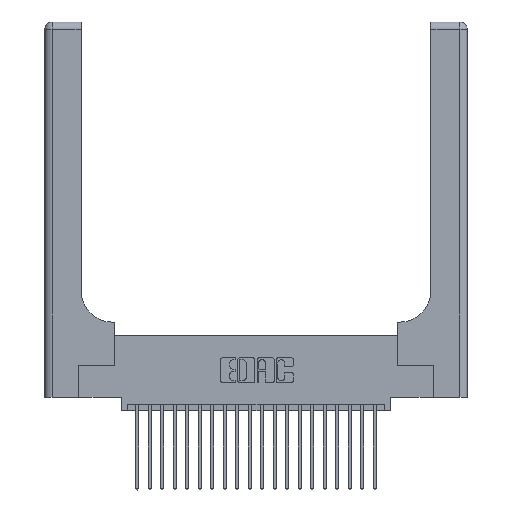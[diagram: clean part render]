
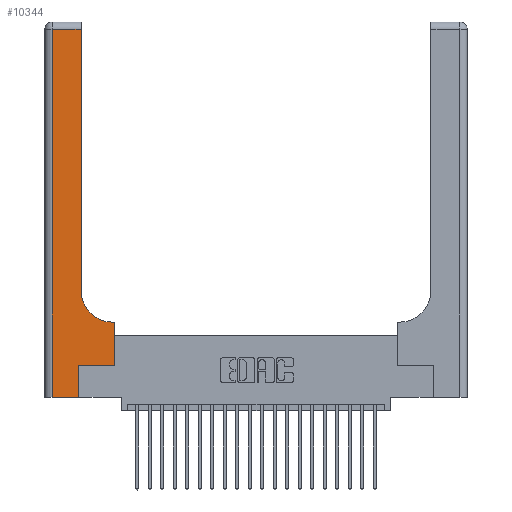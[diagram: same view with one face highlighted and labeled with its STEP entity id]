
A CAD part, top view. The second image highlights one B-rep face of the part: STEP entity #10344.
In plain terms, the highlighted planar face has unit normal (0, 0, 1).
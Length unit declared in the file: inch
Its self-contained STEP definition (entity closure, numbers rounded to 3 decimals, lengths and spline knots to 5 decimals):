
#539 = DIRECTION ( 'NONE',  ( -1., 0., 0. ) ) ;
#581 = ORIENTED_EDGE ( 'NONE', *, *, #15730, .T. ) ;
#596 = CARTESIAN_POINT ( 'NONE',  ( 0.5585, 0.6, 0.37 ) ) ;
#885 = DIRECTION ( 'NONE',  ( 0., 1., 0. ) ) ;
#992 = EDGE_CURVE ( 'NONE', #11620, #8268, #6789, .T. ) ;
#1242 = CIRCLE ( 'NONE', #6911, 0.25 ) ;
#1330 = CARTESIAN_POINT ( 'NONE',  ( 0., 0., 0.37 ) ) ;
#1369 = ORIENTED_EDGE ( 'NONE', *, *, #2253, .T. ) ;
#1837 = VECTOR ( 'NONE', #885, 39.37008 ) ;
#2134 = CARTESIAN_POINT ( 'NONE',  ( 0.269, 0.25, 0.37 ) ) ;
#2253 = EDGE_CURVE ( 'NONE', #15889, #12214, #1242, .T. ) ;
#2597 = DIRECTION ( 'NONE',  ( 0., 1., 0. ) ) ;
#3194 = VERTEX_POINT ( 'NONE', #19658 ) ;
#3817 = LINE ( 'NONE', #1330, #5808 ) ;
#4051 = ORIENTED_EDGE ( 'NONE', *, *, #21358, .T. ) ;
#4146 = PLANE ( 'NONE',  #5067 ) ;
#4687 = LINE ( 'NONE', #20165, #14210 ) ;
#5013 = EDGE_CURVE ( 'NONE', #19642, #11620, #3817, .T. ) ;
#5067 = AXIS2_PLACEMENT_3D ( 'NONE', #11615, #23001, #539 ) ;
#5075 = VECTOR ( 'NONE', #5495, 39.37008 ) ;
#5495 = DIRECTION ( 'NONE',  ( 1., 0., 0. ) ) ;
#5619 = DIRECTION ( 'NONE',  ( -1., 0., 0. ) ) ;
#5808 = VECTOR ( 'NONE', #8465, 39.37008 ) ;
#5813 = DIRECTION ( 'NONE',  ( 0., 1., 0. ) ) ;
#6175 = LINE ( 'NONE', #22929, #21799 ) ;
#6627 = EDGE_CURVE ( 'NONE', #12214, #17233, #6175, .T. ) ;
#6789 = LINE ( 'NONE', #13737, #1837 ) ;
#6911 = AXIS2_PLACEMENT_3D ( 'NONE', #18284, #9194, #12746 ) ;
#7134 = LINE ( 'NONE', #14726, #15219 ) ;
#7267 = ORIENTED_EDGE ( 'NONE', *, *, #992, .T. ) ;
#7285 = CARTESIAN_POINT ( 'NONE',  ( 0.5585, 0.25, 0.37 ) ) ;
#7318 = CARTESIAN_POINT ( 'NONE',  ( 0.2915, 0.85, 0.37 ) ) ;
#7346 = CARTESIAN_POINT ( 'NONE',  ( 0.2915, 2.94, 0.37 ) ) ;
#7402 = CARTESIAN_POINT ( 'NONE',  ( 0.06, 0., 0.37 ) ) ;
#7462 = FACE_OUTER_BOUND ( 'NONE', #18439, .T. ) ;
#8268 = VERTEX_POINT ( 'NONE', #2134 ) ;
#8465 = DIRECTION ( 'NONE',  ( 1., 0., 0. ) ) ;
#9191 = LINE ( 'NONE', #7285, #13543 ) ;
#9194 = DIRECTION ( 'NONE',  ( 0., 0., -1. ) ) ;
#9410 = ORIENTED_EDGE ( 'NONE', *, *, #17187, .T. ) ;
#10344 = ADVANCED_FACE ( 'NONE', ( #7462 ), #4146, .F. ) ;
#10820 = ORIENTED_EDGE ( 'NONE', *, *, #20334, .T. ) ;
#11317 = VECTOR ( 'NONE', #19434, 39.37008 ) ;
#11615 = CARTESIAN_POINT ( 'NONE',  ( 0., 3., 0.37 ) ) ;
#11620 = VERTEX_POINT ( 'NONE', #21522 ) ;
#11914 = LINE ( 'NONE', #17323, #11317 ) ;
#12214 = VERTEX_POINT ( 'NONE', #7318 ) ;
#12746 = DIRECTION ( 'NONE',  ( 1., 0., 0. ) ) ;
#13020 = EDGE_CURVE ( 'NONE', #17233, #13349, #7134, .T. ) ;
#13173 = CARTESIAN_POINT ( 'NONE',  ( 0.5415, 0.6, 0.37 ) ) ;
#13349 = VERTEX_POINT ( 'NONE', #22728 ) ;
#13543 = VECTOR ( 'NONE', #5813, 39.37008 ) ;
#13737 = CARTESIAN_POINT ( 'NONE',  ( 0.269, 0., 0.37 ) ) ;
#14210 = VECTOR ( 'NONE', #5619, 39.37008 ) ;
#14705 = ORIENTED_EDGE ( 'NONE', *, *, #13020, .T. ) ;
#14726 = CARTESIAN_POINT ( 'NONE',  ( 0., 2.94, 0.37 ) ) ;
#15219 = VECTOR ( 'NONE', #18375, 39.37008 ) ;
#15730 = EDGE_CURVE ( 'NONE', #16625, #15889, #4687, .T. ) ;
#15889 = VERTEX_POINT ( 'NONE', #13173 ) ;
#16625 = VERTEX_POINT ( 'NONE', #596 ) ;
#17187 = EDGE_CURVE ( 'NONE', #3194, #16625, #9191, .T. ) ;
#17233 = VERTEX_POINT ( 'NONE', #7346 ) ;
#17323 = CARTESIAN_POINT ( 'NONE',  ( 0.06, 3., 0.37 ) ) ;
#18284 = CARTESIAN_POINT ( 'NONE',  ( 0.5415, 0.85, 0.37 ) ) ;
#18375 = DIRECTION ( 'NONE',  ( -1., 0., 0. ) ) ;
#18439 = EDGE_LOOP ( 'NONE', ( #18641, #14705, #4051, #20566, #7267, #10820, #9410, #581, #1369 ) ) ;
#18641 = ORIENTED_EDGE ( 'NONE', *, *, #6627, .T. ) ;
#19434 = DIRECTION ( 'NONE',  ( 0., -1., 0. ) ) ;
#19642 = VERTEX_POINT ( 'NONE', #7402 ) ;
#19658 = CARTESIAN_POINT ( 'NONE',  ( 0.5585, 0.25, 0.37 ) ) ;
#20165 = CARTESIAN_POINT ( 'NONE',  ( 0.2915, 0.6, 0.37 ) ) ;
#20334 = EDGE_CURVE ( 'NONE', #8268, #3194, #22128, .T. ) ;
#20566 = ORIENTED_EDGE ( 'NONE', *, *, #5013, .T. ) ;
#21358 = EDGE_CURVE ( 'NONE', #13349, #19642, #11914, .T. ) ;
#21522 = CARTESIAN_POINT ( 'NONE',  ( 0.269, 0., 0.37 ) ) ;
#21799 = VECTOR ( 'NONE', #2597, 39.37008 ) ;
#22052 = CARTESIAN_POINT ( 'NONE',  ( 0.269, 0.25, 0.37 ) ) ;
#22128 = LINE ( 'NONE', #22052, #5075 ) ;
#22728 = CARTESIAN_POINT ( 'NONE',  ( 0.06, 2.94, 0.37 ) ) ;
#22929 = CARTESIAN_POINT ( 'NONE',  ( 0.2915, 3., 0.37 ) ) ;
#23001 = DIRECTION ( 'NONE',  ( 0., 0., -1. ) ) ;
